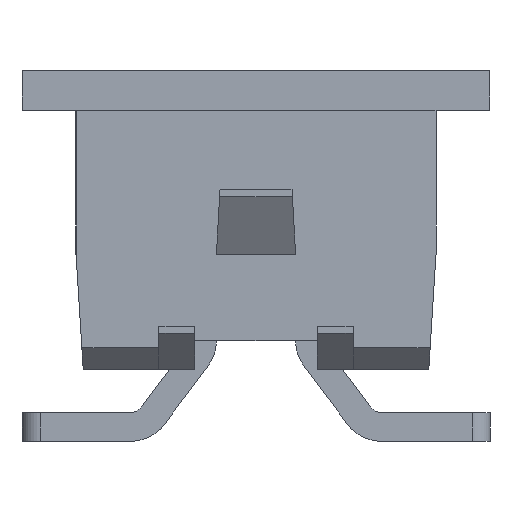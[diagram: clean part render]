
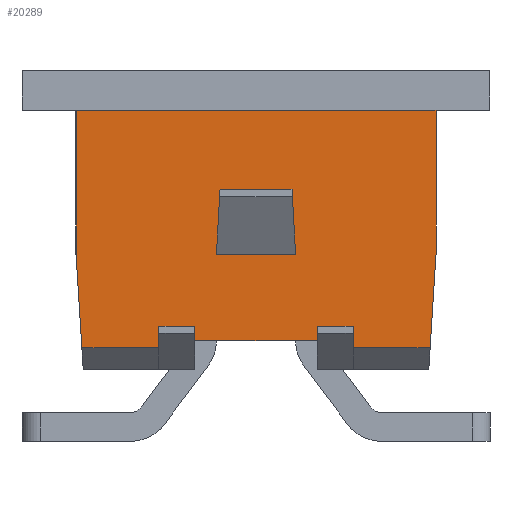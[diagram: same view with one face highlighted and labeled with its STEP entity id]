
A CAD part, front view. The second image highlights one B-rep face of the part: STEP entity #20289.
In plain terms, the highlighted face is planar.
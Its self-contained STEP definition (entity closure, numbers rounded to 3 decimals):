
#1736=ORIENTED_EDGE('',*,*,#5343,.T.);
#1737=ORIENTED_EDGE('',*,*,#5351,.T.);
#1738=ORIENTED_EDGE('',*,*,#5405,.F.);
#1739=ORIENTED_EDGE('',*,*,#5558,.T.);
#1740=ORIENTED_EDGE('',*,*,#5409,.F.);
#1741=ORIENTED_EDGE('',*,*,#5373,.F.);
#1742=ORIENTED_EDGE('',*,*,#5366,.T.);
#1743=ORIENTED_EDGE('',*,*,#5582,.T.);
#1744=ORIENTED_EDGE('',*,*,#5384,.F.);
#1745=ORIENTED_EDGE('',*,*,#5452,.F.);
#1746=ORIENTED_EDGE('',*,*,#5201,.F.);
#1747=ORIENTED_EDGE('',*,*,#5447,.T.);
#1748=ORIENTED_EDGE('',*,*,#5392,.T.);
#1749=ORIENTED_EDGE('',*,*,#5583,.T.);
#1750=ORIENTED_EDGE('',*,*,#5310,.T.);
#1751=ORIENTED_EDGE('',*,*,#5584,.T.);
#1752=ORIENTED_EDGE('',*,*,#5317,.F.);
#1753=ORIENTED_EDGE('',*,*,#5585,.F.);
#5201=EDGE_CURVE('',#7287,#7280,#8627,.T.);
#5310=EDGE_CURVE('',#7324,#7325,#8700,.T.);
#5317=EDGE_CURVE('',#7331,#7328,#8707,.T.);
#5343=EDGE_CURVE('',#7355,#7354,#8733,.T.);
#5351=EDGE_CURVE('',#7354,#7359,#8741,.T.);
#5366=EDGE_CURVE('',#7372,#7370,#8756,.T.);
#5373=EDGE_CURVE('',#7372,#7377,#8763,.T.);
#5384=EDGE_CURVE('',#7386,#7387,#8774,.T.);
#5392=EDGE_CURVE('',#7395,#7394,#8782,.T.);
#5405=EDGE_CURVE('',#7400,#7359,#8795,.T.);
#5409=EDGE_CURVE('',#7377,#7404,#8799,.T.);
#5447=EDGE_CURVE('',#7287,#7395,#8829,.T.);
#5452=EDGE_CURVE('',#7280,#7386,#8834,.T.);
#5558=EDGE_CURVE('',#7400,#7404,#8940,.T.);
#5582=EDGE_CURVE('',#7370,#7387,#8964,.T.);
#5583=EDGE_CURVE('',#7394,#7355,#8965,.T.);
#5584=EDGE_CURVE('',#7325,#7328,#8966,.T.);
#5585=EDGE_CURVE('',#7324,#7331,#8967,.T.);
#7280=VERTEX_POINT('',#27201);
#7287=VERTEX_POINT('',#27214);
#7324=VERTEX_POINT('',#27416);
#7325=VERTEX_POINT('',#27417);
#7328=VERTEX_POINT('',#27425);
#7331=VERTEX_POINT('',#27430);
#7354=VERTEX_POINT('',#27486);
#7355=VERTEX_POINT('',#27488);
#7359=VERTEX_POINT('',#27502);
#7370=VERTEX_POINT('',#27533);
#7372=VERTEX_POINT('',#27536);
#7377=VERTEX_POINT('',#27547);
#7386=VERTEX_POINT('',#27571);
#7387=VERTEX_POINT('',#27573);
#7394=VERTEX_POINT('',#27588);
#7395=VERTEX_POINT('',#27590);
#7400=VERTEX_POINT('',#27611);
#7404=VERTEX_POINT('',#27621);
#8627=LINE('',#27215,#10269);
#8700=LINE('',#27415,#10342);
#8707=LINE('',#27431,#10349);
#8733=LINE('',#27487,#10375);
#8741=LINE('',#27503,#10383);
#8756=LINE('',#27535,#10398);
#8763=LINE('',#27549,#10405);
#8774=LINE('',#27572,#10416);
#8782=LINE('',#27589,#10424);
#8795=LINE('',#27613,#10437);
#8799=LINE('',#27620,#10441);
#8829=LINE('',#27692,#10471);
#8834=LINE('',#27700,#10476);
#8940=LINE('',#27889,#10582);
#8964=LINE('',#27915,#10606);
#8965=LINE('',#27917,#10607);
#8966=LINE('',#27919,#10608);
#8967=LINE('',#27920,#10609);
#10269=VECTOR('',#22781,1000.);
#10342=VECTOR('',#23036,1000.);
#10349=VECTOR('',#23045,1000.);
#10375=VECTOR('',#23085,1000.);
#10383=VECTOR('',#23099,1000.);
#10398=VECTOR('',#23124,1000.);
#10405=VECTOR('',#23133,1000.);
#10416=VECTOR('',#23150,1000.);
#10424=VECTOR('',#23160,1000.);
#10437=VECTOR('',#23181,1000.);
#10441=VECTOR('',#23187,1000.);
#10471=VECTOR('',#23269,1000.);
#10476=VECTOR('',#23280,1000.);
#10582=VECTOR('',#23392,1000.);
#10606=VECTOR('',#23420,1000.);
#10607=VECTOR('',#23423,1000.);
#10608=VECTOR('',#23426,1000.);
#10609=VECTOR('',#23427,1000.);
#11904=EDGE_LOOP('',(#1736,#1737,#1738,#1739,#1740,#1741,#1742,#1743,#1744,
#1745,#1746,#1747,#1748,#1749));
#11905=EDGE_LOOP('',(#1750,#1751,#1752,#1753));
#12838=FACE_BOUND('',#11904,.T.);
#12839=FACE_BOUND('',#11905,.T.);
#13689=PLANE('',#21272);
#20289=ADVANCED_FACE('',(#12838,#12839),#13689,.F.);
#21272=AXIS2_PLACEMENT_3D('',#27918,#23424,#23425);
#22781=DIRECTION('',(0.,-1.,0.));
#23036=DIRECTION('',(0.,-0.055,-0.998));
#23045=DIRECTION('',(0.,0.055,-0.998));
#23085=DIRECTION('',(0.,0.,1.));
#23099=DIRECTION('',(0.,-1.,0.));
#23124=DIRECTION('',(0.,0.,-1.));
#23133=DIRECTION('',(0.,1.,0.));
#23150=DIRECTION('',(0.,0.062,-0.998));
#23160=DIRECTION('',(0.,-0.062,-0.998));
#23181=DIRECTION('',(0.,0.,1.));
#23187=DIRECTION('',(0.,0.,-1.));
#23269=DIRECTION('',(0.,0.,-1.));
#23280=DIRECTION('',(0.,0.,-1.));
#23392=DIRECTION('',(0.,-1.,0.));
#23420=DIRECTION('',(0.,-1.,0.));
#23423=DIRECTION('',(0.,-1.,0.));
#23424=DIRECTION('',(1.,0.,0.));
#23425=DIRECTION('',(0.,0.,-1.));
#23426=DIRECTION('',(0.,1.,0.));
#23427=DIRECTION('',(0.,1.,0.));
#27201=CARTESIAN_POINT('',(-13.715,-2.5,3.6));
#27214=CARTESIAN_POINT('',(-13.715,2.5,3.6));
#27215=CARTESIAN_POINT('',(-13.715,2.5,3.6));
#27415=CARTESIAN_POINT('',(-13.715,-0.5,2.5));
#27416=CARTESIAN_POINT('',(-13.715,-0.5,2.5));
#27417=CARTESIAN_POINT('',(-13.715,-0.55,1.6));
#27425=CARTESIAN_POINT('',(-13.715,0.55,1.6));
#27430=CARTESIAN_POINT('',(-13.715,0.5,2.5));
#27431=CARTESIAN_POINT('',(-13.715,0.5,2.5));
#27486=CARTESIAN_POINT('',(-13.715,1.35,0.6));
#27487=CARTESIAN_POINT('',(-13.715,1.35,0.3));
#27488=CARTESIAN_POINT('',(-13.715,1.35,0.3));
#27502=CARTESIAN_POINT('',(-13.715,0.85,0.6));
#27503=CARTESIAN_POINT('',(-13.715,1.35,0.6));
#27533=CARTESIAN_POINT('',(-13.715,-1.35,0.3));
#27535=CARTESIAN_POINT('',(-13.715,-1.35,0.6));
#27536=CARTESIAN_POINT('',(-13.715,-1.35,0.6));
#27547=CARTESIAN_POINT('',(-13.715,-0.85,0.6));
#27549=CARTESIAN_POINT('',(-13.715,-1.35,0.6));
#27571=CARTESIAN_POINT('',(-13.715,-2.5,1.6));
#27572=CARTESIAN_POINT('',(-13.715,-2.605,3.281));
#27573=CARTESIAN_POINT('',(-13.715,-2.419,0.3));
#27588=CARTESIAN_POINT('',(-13.715,2.419,0.3));
#27589=CARTESIAN_POINT('',(-13.715,2.625,3.592));
#27590=CARTESIAN_POINT('',(-13.715,2.5,1.6));
#27611=CARTESIAN_POINT('',(-13.715,0.85,0.4));
#27613=CARTESIAN_POINT('',(-13.715,0.85,0.3));
#27620=CARTESIAN_POINT('',(-13.715,-0.85,0.6));
#27621=CARTESIAN_POINT('',(-13.715,-0.85,0.4));
#27692=CARTESIAN_POINT('',(-13.715,2.5,3.6));
#27700=CARTESIAN_POINT('',(-13.715,-2.5,3.6));
#27889=CARTESIAN_POINT('',(-13.715,2.5,0.4));
#27915=CARTESIAN_POINT('',(-13.715,2.5,0.3));
#27917=CARTESIAN_POINT('',(-13.715,2.5,0.3));
#27918=CARTESIAN_POINT('',(-13.715,2.5,3.6));
#27919=CARTESIAN_POINT('',(-13.715,-0.55,1.6));
#27920=CARTESIAN_POINT('',(-13.715,-0.55,2.5));
